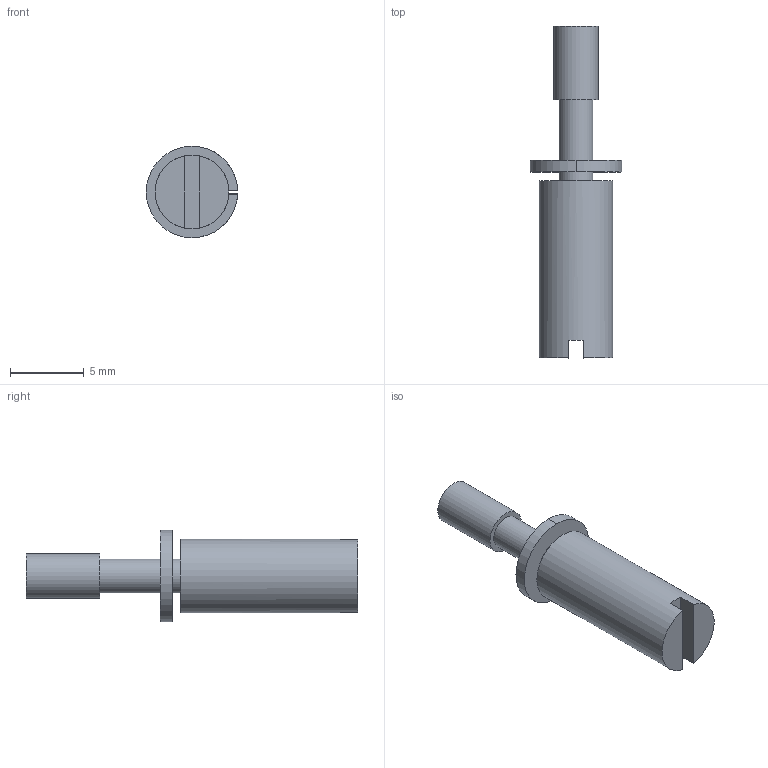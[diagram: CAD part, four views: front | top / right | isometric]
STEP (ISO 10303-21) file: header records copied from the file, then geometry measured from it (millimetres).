
FILE_DESCRIPTION(/* description */ (''),/* implementation_level */ '2;1');
FILE_NAME(/* name */ 'C3D_VN17_050_0604_1_Rev01.stp',/* time_stamp */ '2016-07-14T10:16:28+02:00',/* author */ (''),/* organization */ (''),/* preprocessor_version */ 'ST-DEVELOPER v15',/* originating_system */ 'SIEMENS PLM Software NX 9.0',/* authorisation */ '');
FILE_SCHEMA (('CONFIG_CONTROL_DESIGN'));
Length unit declared in the file: millimetre
Products named in the file (1): vn17 050 0604 1 cnxm001-01
Bounding box: 6.2 x 22.5 x 6.2 mm (x, y, z)
Volume: 304.4 mm3; surface area: 397.2 mm2
Topology: 2 solids, 2 shells, 21 faces, 47 edges, 32 vertices
Faces by surface type: plane 12, cylinder 9
Full cylindrical faces by diameter (mm): 2.3 x1, 3 x1, 5 x1
Entity records: 642 total; most frequent: DIRECTION 110, CARTESIAN_POINT 92, ORIENTED_EDGE 82, AXIS2_PLACEMENT_3D 47, EDGE_CURVE 41, VERTEX_POINT 29, EDGE_LOOP 26, ADVANCED_FACE 21
